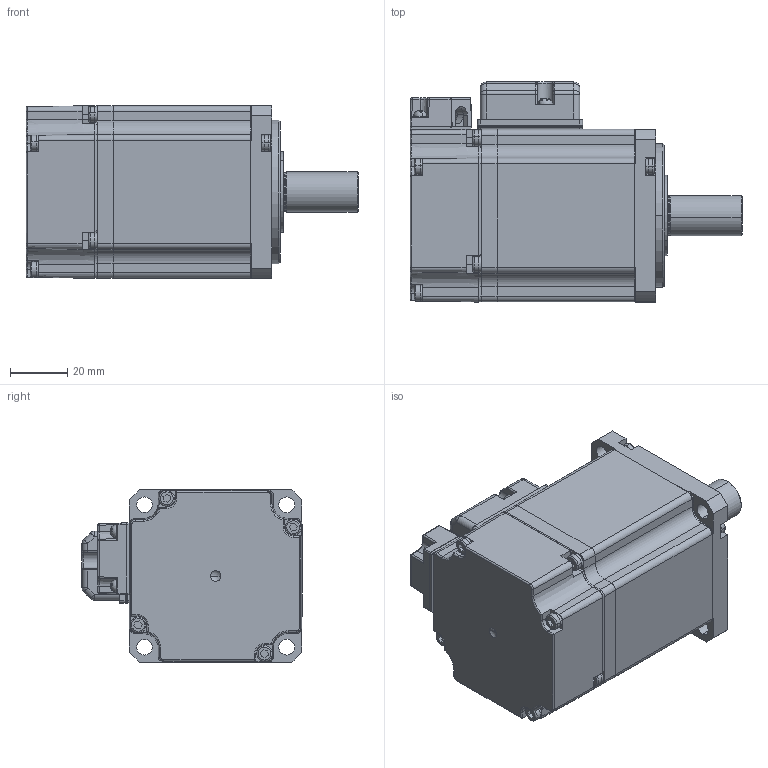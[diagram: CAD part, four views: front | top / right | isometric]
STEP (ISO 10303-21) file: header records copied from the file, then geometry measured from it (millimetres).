
FILE_DESCRIPTION (( 'STEP AP203' ), '1' );
FILE_NAME ('EM1-200W-O.STEP', '2019-12-05T05:22:33', ( '' ), ( '' ), 'SwSTEP 2.0', 'SolidWorks 2015', '' );
FILE_SCHEMA (( 'CONFIG_CONTROL_DESIGN' ));
Length unit declared in the file: millimetre
Products named in the file (1): EM1-200W-O
Bounding box: 115.5 x 76.55 x 60.1 mm (x, y, z)
Surface area: 43205.9 mm2 (no closed solid volume)
Topology: 0 solids, 37 shells, 718 faces, 2326 edges, 1599 vertices
Faces by surface type: plane 312, cylinder 220, torus 70, cone 68, sphere 29, bspline 19
Entity records: 27230 total; most frequent: CARTESIAN_POINT 6713, DIRECTION 4495, ORIENTED_EDGE 3888, EDGE_CURVE 2287, AXIS2_PLACEMENT_3D 1653, VERTEX_POINT 1587, LINE 1189, VECTOR 1189
